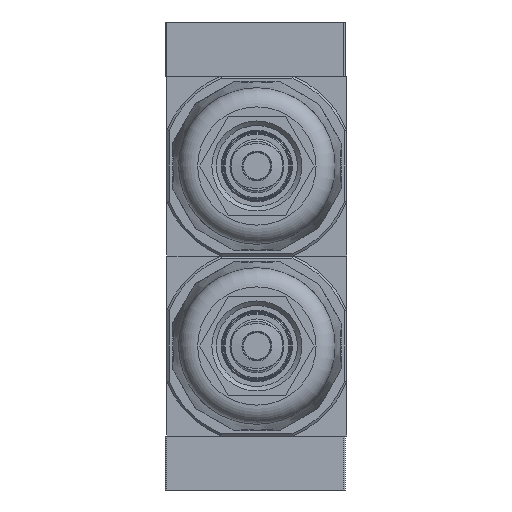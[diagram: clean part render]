
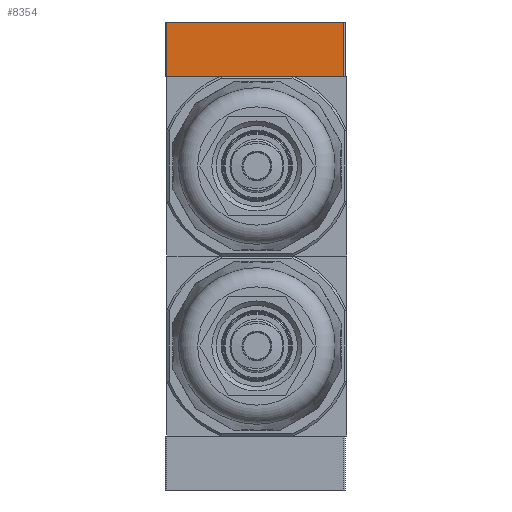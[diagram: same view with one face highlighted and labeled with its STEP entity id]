
A CAD part, front view. The second image highlights one B-rep face of the part: STEP entity #8354.
In plain terms, the highlighted planar face has unit normal (0, -1, 0).
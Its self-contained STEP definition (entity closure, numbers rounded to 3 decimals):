
#1091=ORIENTED_EDGE('',*,*,#3474,.T.);
#1092=ORIENTED_EDGE('',*,*,#3500,.F.);
#1093=ORIENTED_EDGE('',*,*,#3501,.F.);
#1094=ORIENTED_EDGE('',*,*,#3498,.T.);
#3474=EDGE_CURVE('',#4681,#4680,#5527,.T.);
#3498=EDGE_CURVE('',#4703,#4681,#5537,.T.);
#3500=EDGE_CURVE('',#4704,#4680,#5538,.T.);
#3501=EDGE_CURVE('',#4703,#4704,#5539,.T.);
#4680=VERTEX_POINT('',#15121);
#4681=VERTEX_POINT('',#15123);
#4703=VERTEX_POINT('',#15171);
#4704=VERTEX_POINT('',#15175);
#5527=LINE('',#15122,#6075);
#5537=LINE('',#15170,#6085);
#5538=LINE('',#15174,#6086);
#5539=LINE('',#15176,#6087);
#6075=VECTOR('',#12612,1000.);
#6085=VECTOR('',#12654,1000.);
#6086=VECTOR('',#12659,1000.);
#6087=VECTOR('',#12660,1000.);
#6628=EDGE_LOOP('',(#1091,#1092,#1093,#1094));
#7366=FACE_BOUND('',#6628,.T.);
#8106=PLANE('',#11641);
#8354=ADVANCED_FACE('',(#7366),#8106,.F.);
#11641=AXIS2_PLACEMENT_3D('',#15173,#12657,#12658);
#12612=DIRECTION('',(1.,0.,0.));
#12654=DIRECTION('',(0.,0.,-1.));
#12657=DIRECTION('',(0.,1.,0.));
#12658=DIRECTION('',(0.,0.,1.));
#12659=DIRECTION('',(0.,0.,-1.));
#12660=DIRECTION('',(1.,0.,0.));
#15121=CARTESIAN_POINT('',(19.7,-10.,-6.));
#15122=CARTESIAN_POINT('',(-19.7,-10.,-6.));
#15123=CARTESIAN_POINT('',(-19.7,-10.,-6.));
#15170=CARTESIAN_POINT('',(-19.7,-10.,6.));
#15171=CARTESIAN_POINT('',(-19.7,-10.,6.));
#15173=CARTESIAN_POINT('',(-19.7,-10.,6.));
#15174=CARTESIAN_POINT('',(19.7,-10.,6.));
#15175=CARTESIAN_POINT('',(19.7,-10.,6.));
#15176=CARTESIAN_POINT('',(-19.7,-10.,6.));
